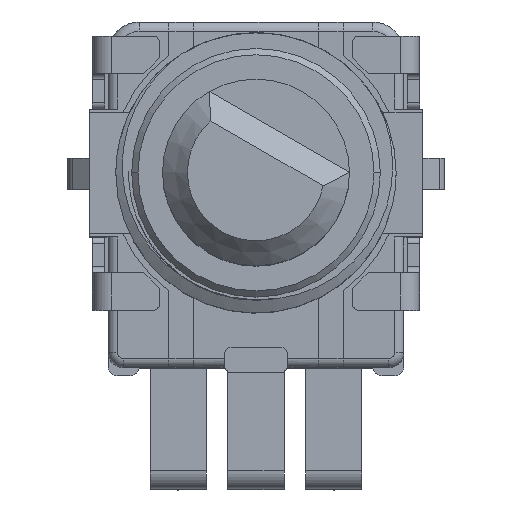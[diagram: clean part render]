
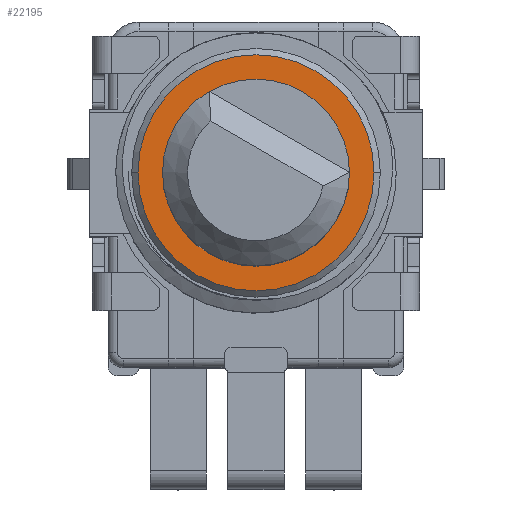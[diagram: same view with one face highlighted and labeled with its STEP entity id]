
A CAD part, top view. The second image highlights one B-rep face of the part: STEP entity #22195.
In plain terms, the highlighted face is planar.
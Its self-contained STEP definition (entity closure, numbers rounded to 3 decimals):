
#215 = EDGE_CURVE ( 'NONE', #21303, #21302, #3947, .T. ) ;
#802 = EDGE_CURVE ( 'NONE', #21310, #21311, #5824, .T. ) ;
#883 = AXIS2_PLACEMENT_3D ( 'NONE', #4527, #4532, #4533 ) ;
#1043 = AXIS2_PLACEMENT_3D ( 'NONE', #7065, #7066, #7067 ) ;
#1083 = AXIS2_PLACEMENT_3D ( 'NONE', #7908, #7909, #7910 ) ;
#1100 = AXIS2_PLACEMENT_3D ( 'NONE', #8475, #8480, #8481 ) ;
#2578 = EDGE_LOOP ( 'NONE', ( #3582, #3583 ) ) ;
#2582 = EDGE_LOOP ( 'NONE', ( #3584, #3585 ) ) ;
#3582 = ORIENTED_EDGE ( 'NONE', *, *, #8335, .F. ) ;
#3583 = ORIENTED_EDGE ( 'NONE', *, *, #802, .F. ) ;
#3584 = ORIENTED_EDGE ( 'NONE', *, *, #8119, .T. ) ;
#3585 = ORIENTED_EDGE ( 'NONE', *, *, #215, .T. ) ;
#3947 = CIRCLE ( 'NONE', #883, 3. ) ;
#4527 = CARTESIAN_POINT ( 'NONE',  ( 0., 0., -7.5 ) ) ;
#4532 = DIRECTION ( 'NONE',  ( 0., 0., 1. ) ) ;
#4533 = DIRECTION ( 'NONE',  ( -1., 0., 0. ) ) ;
#5824 = CIRCLE ( 'NONE', #1043, 3.79 ) ;
#6089 = CIRCLE ( 'NONE', #1083, 3. ) ;
#6319 = CIRCLE ( 'NONE', #1100, 3.79 ) ;
#7065 = CARTESIAN_POINT ( 'NONE',  ( 0., 0., -7.5 ) ) ;
#7066 = DIRECTION ( 'NONE',  ( 0., 0., 1. ) ) ;
#7067 = DIRECTION ( 'NONE',  ( 1., 0., 0. ) ) ;
#7908 = CARTESIAN_POINT ( 'NONE',  ( 0., 0., -7.5 ) ) ;
#7909 = DIRECTION ( 'NONE',  ( 0., 0., 1. ) ) ;
#7910 = DIRECTION ( 'NONE',  ( -1., 0., 0. ) ) ;
#8119 = EDGE_CURVE ( 'NONE', #21302, #21303, #6089, .T. ) ;
#8335 = EDGE_CURVE ( 'NONE', #21311, #21310, #6319, .T. ) ;
#8475 = CARTESIAN_POINT ( 'NONE',  ( 0., 0., -7.5 ) ) ;
#8480 = DIRECTION ( 'NONE',  ( 0., 0., 1. ) ) ;
#8481 = DIRECTION ( 'NONE',  ( 1., 0., 0. ) ) ;
#8732 = CARTESIAN_POINT ( 'NONE',  ( -1.5, 2.598, -7.5 ) ) ;
#8733 = CARTESIAN_POINT ( 'NONE',  ( 1.5, -2.598, -7.5 ) ) ;
#8740 = CARTESIAN_POINT ( 'NONE',  ( -3.79, 0., -7.5 ) ) ;
#8741 = CARTESIAN_POINT ( 'NONE',  ( 3.79, 0., -7.5 ) ) ;
#19484 = AXIS2_PLACEMENT_3D ( 'NONE', #20638, #20654, #20655 ) ;
#20638 = CARTESIAN_POINT ( 'NONE',  ( 0., 0., -7.5 ) ) ;
#20646 = PLANE ( 'NONE',  #19484 ) ;
#20654 = DIRECTION ( 'NONE',  ( 0., 0., -1. ) ) ;
#20655 = DIRECTION ( 'NONE',  ( -1., 0., 0. ) ) ;
#21040 = FACE_BOUND ( 'NONE', #2582, .T. ) ;
#21116 = FACE_OUTER_BOUND ( 'NONE', #2578, .T. ) ;
#21302 = VERTEX_POINT ( 'NONE', #8732 ) ;
#21303 = VERTEX_POINT ( 'NONE', #8733 ) ;
#21310 = VERTEX_POINT ( 'NONE', #8740 ) ;
#21311 = VERTEX_POINT ( 'NONE', #8741 ) ;
#22195 = ADVANCED_FACE ( 'NONE', ( #21116, #21040 ), #20646, .T. ) ;
